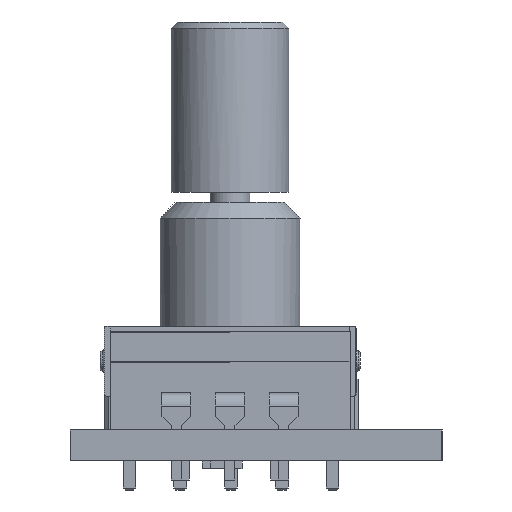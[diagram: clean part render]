
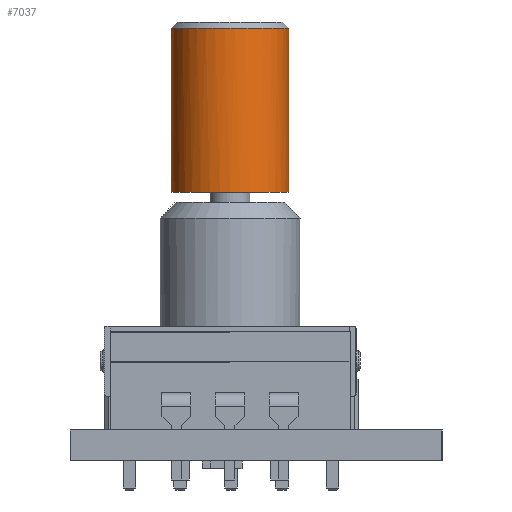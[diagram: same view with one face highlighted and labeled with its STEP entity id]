
A CAD part, left-side view. The second image highlights one B-rep face of the part: STEP entity #7037.
In plain terms, the highlighted cylindrical face has radius 2.95 mm (diameter 5.9 mm), a full revolution.
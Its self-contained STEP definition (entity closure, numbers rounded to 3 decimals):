
#184=CYLINDRICAL_SURFACE('',#7568,2.95);
#642=LINE('',#12052,#1460);
#643=LINE('',#12057,#1461);
#1460=VECTOR('',#8663,1000.);
#1461=VECTOR('',#8666,1000.);
#2830=ORIENTED_EDGE('',*,*,#4318,.T.);
#2831=ORIENTED_EDGE('',*,*,#4319,.T.);
#2832=ORIENTED_EDGE('',*,*,#4320,.F.);
#2833=ORIENTED_EDGE('',*,*,#4321,.T.);
#2834=ORIENTED_EDGE('',*,*,#4322,.F.);
#4318=EDGE_CURVE('',#5152,#5153,#642,.T.);
#4319=EDGE_CURVE('',#5153,#5154,#5523,.T.);
#4320=EDGE_CURVE('',#5155,#5154,#643,.T.);
#4321=EDGE_CURVE('',#5155,#5152,#5524,.T.);
#4322=EDGE_CURVE('',#5156,#5156,#5525,.T.);
#5152=VERTEX_POINT('',#12053);
#5153=VERTEX_POINT('',#12054);
#5154=VERTEX_POINT('',#12056);
#5155=VERTEX_POINT('',#12058);
#5156=VERTEX_POINT('',#12061);
#5523=CIRCLE('',#7569,2.95);
#5524=CIRCLE('',#7570,2.95);
#5525=CIRCLE('',#7571,2.95);
#5853=EDGE_LOOP('',(#2830,#2831,#2832,#2833));
#5854=EDGE_LOOP('',(#2834));
#6324=FACE_BOUND('',#5853,.T.);
#6325=FACE_BOUND('',#5854,.T.);
#7037=ADVANCED_FACE('',(#6324,#6325),#184,.T.);
#7568=AXIS2_PLACEMENT_3D('',#12051,#8661,#8662);
#7569=AXIS2_PLACEMENT_3D('',#12055,#8664,#8665);
#7570=AXIS2_PLACEMENT_3D('',#12059,#8667,#8668);
#7571=AXIS2_PLACEMENT_3D('',#12060,#8669,#8670);
#8661=DIRECTION('',(0.,0.,1.));
#8662=DIRECTION('',(1.,0.,0.));
#8663=DIRECTION('',(0.,0.,1.));
#8664=DIRECTION('',(0.,0.,-1.));
#8665=DIRECTION('',(-1.,0.,0.));
#8666=DIRECTION('',(0.,0.,1.));
#8667=DIRECTION('',(0.,0.,-1.));
#8668=DIRECTION('',(-1.,0.,0.));
#8669=DIRECTION('',(0.,0.,-1.));
#8670=DIRECTION('',(1.,0.,0.));
#12051=CARTESIAN_POINT('',(0.,0.,-8.5));
#12052=CARTESIAN_POINT('',(1.55,-2.51,-6.));
#12053=CARTESIAN_POINT('',(1.55,-2.51,-6.));
#12054=CARTESIAN_POINT('',(1.55,-2.51,-0.3));
#12055=CARTESIAN_POINT('',(0.,0.,-0.3));
#12056=CARTESIAN_POINT('',(1.55,2.51,-0.3));
#12057=CARTESIAN_POINT('',(1.55,2.51,-6.));
#12058=CARTESIAN_POINT('',(1.55,2.51,-6.));
#12059=CARTESIAN_POINT('',(0.,0.,-6.));
#12060=CARTESIAN_POINT('',(0.,0.,-8.5));
#12061=CARTESIAN_POINT('',(2.95,0.,-8.5));
